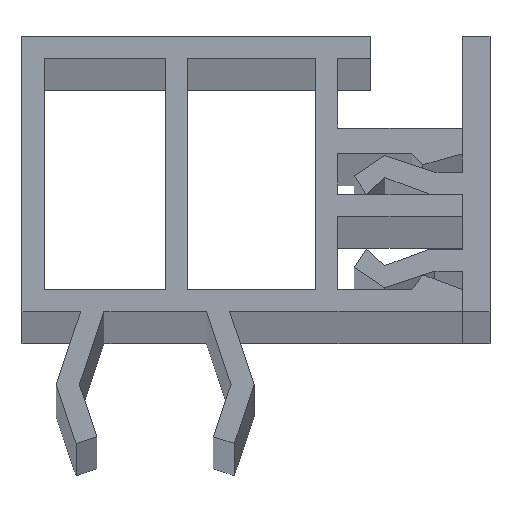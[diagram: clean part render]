
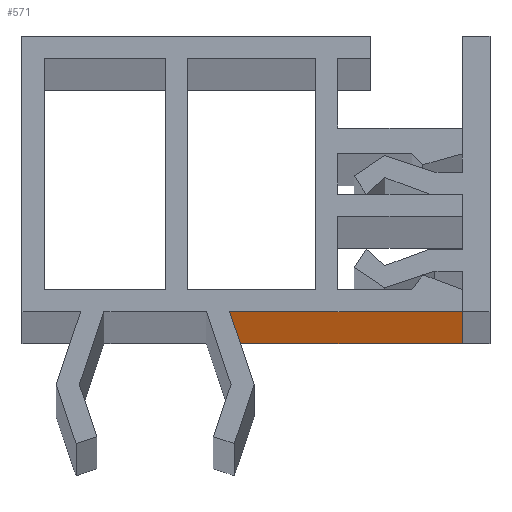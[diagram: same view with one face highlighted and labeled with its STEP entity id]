
A CAD part, top view. The second image highlights one B-rep face of the part: STEP entity #571.
In plain terms, the highlighted planar face has unit normal (0, -1, 0).
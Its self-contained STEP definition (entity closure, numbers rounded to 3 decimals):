
#27 = VERTEX_POINT ( 'NONE', #1746 ) ;
#87 = CARTESIAN_POINT ( 'NONE',  ( 2.911, -7.5, -500. ) ) ;
#187 = EDGE_CURVE ( 'NONE', #1145, #27, #2074, .T. ) ;
#283 = VECTOR ( 'NONE', #1798, 1000. ) ;
#298 = CARTESIAN_POINT ( 'NONE',  ( 2.911, -7.5, 500. ) ) ;
#351 = EDGE_CURVE ( 'NONE', #1473, #1603, #414, .T. ) ;
#414 = LINE ( 'NONE', #298, #1223 ) ;
#571 = ADVANCED_FACE ( 'NONE', ( #910 ), #994, .F. ) ;
#659 = DIRECTION ( 'NONE',  ( -1., 0., 0. ) ) ;
#813 = EDGE_CURVE ( 'NONE', #1603, #27, #1736, .T. ) ;
#818 = DIRECTION ( 'NONE',  ( 0., 0., -1. ) ) ;
#821 = DIRECTION ( 'NONE',  ( 0., 1., 0. ) ) ;
#853 = CARTESIAN_POINT ( 'NONE',  ( 15.6, -7.5, 500. ) ) ;
#854 = EDGE_LOOP ( 'NONE', ( #1380, #1381, #1078, #1561 ) ) ;
#901 = CARTESIAN_POINT ( 'NONE',  ( 2.911, -7.5, -500. ) ) ;
#910 = FACE_OUTER_BOUND ( 'NONE', #854, .T. ) ;
#994 = PLANE ( 'NONE',  #1678 ) ;
#1026 = DIRECTION ( 'NONE',  ( 0., 0., -1. ) ) ;
#1078 = ORIENTED_EDGE ( 'NONE', *, *, #351, .F. ) ;
#1145 = VERTEX_POINT ( 'NONE', #901 ) ;
#1223 = VECTOR ( 'NONE', #1335, 1000. ) ;
#1295 = VECTOR ( 'NONE', #1026, 1000. ) ;
#1306 = CARTESIAN_POINT ( 'NONE',  ( 2.911, -7.5, 500. ) ) ;
#1312 = VECTOR ( 'NONE', #818, 1000. ) ;
#1335 = DIRECTION ( 'NONE',  ( 1., 0., 0. ) ) ;
#1380 = ORIENTED_EDGE ( 'NONE', *, *, #187, .T. ) ;
#1381 = ORIENTED_EDGE ( 'NONE', *, *, #813, .F. ) ;
#1473 = VERTEX_POINT ( 'NONE', #1306 ) ;
#1561 = ORIENTED_EDGE ( 'NONE', *, *, #1721, .T. ) ;
#1603 = VERTEX_POINT ( 'NONE', #2142 ) ;
#1656 = LINE ( 'NONE', #1671, #1312 ) ;
#1671 = CARTESIAN_POINT ( 'NONE',  ( 2.911, -7.5, 500. ) ) ;
#1678 = AXIS2_PLACEMENT_3D ( 'NONE', #1683, #821, #659 ) ;
#1683 = CARTESIAN_POINT ( 'NONE',  ( 2.911, -7.5, 500. ) ) ;
#1721 = EDGE_CURVE ( 'NONE', #1473, #1145, #1656, .T. ) ;
#1736 = LINE ( 'NONE', #853, #1295 ) ;
#1746 = CARTESIAN_POINT ( 'NONE',  ( 15.6, -7.5, -500. ) ) ;
#1798 = DIRECTION ( 'NONE',  ( 1., 0., 0. ) ) ;
#2074 = LINE ( 'NONE', #87, #283 ) ;
#2142 = CARTESIAN_POINT ( 'NONE',  ( 15.6, -7.5, 500. ) ) ;
